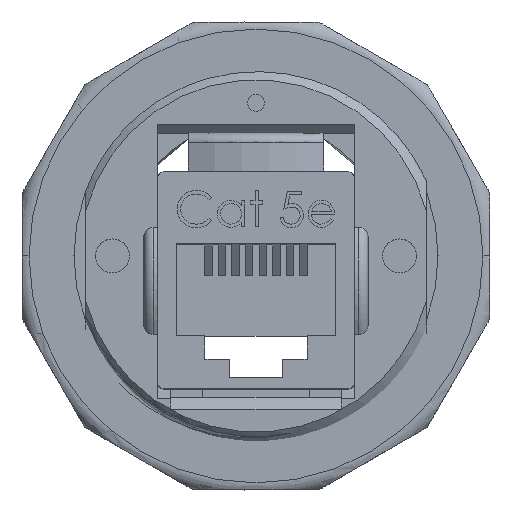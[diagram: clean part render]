
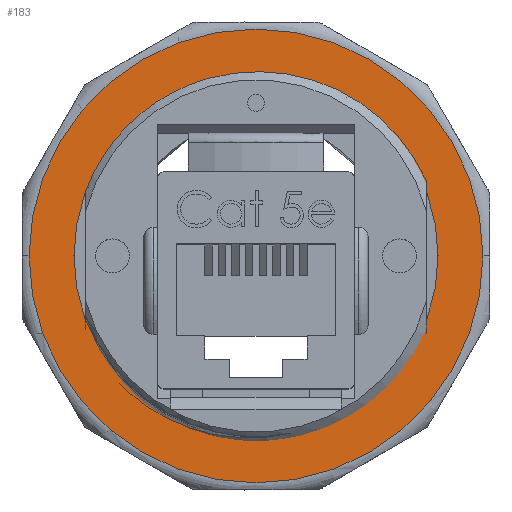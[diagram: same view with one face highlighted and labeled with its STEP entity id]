
A CAD part, top view. The second image highlights one B-rep face of the part: STEP entity #183.
In plain terms, the highlighted planar face has unit normal (0, 0, 1).
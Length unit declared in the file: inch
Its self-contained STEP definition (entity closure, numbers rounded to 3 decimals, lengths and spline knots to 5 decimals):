
#183 = ADVANCED_FACE ( 'NONE', ( #12842, #12861 ), #28347, .F. ) ;
#3552 = EDGE_CURVE ( 'NONE', #20860, #20789, #13742, .T. ) ;
#3555 = EDGE_CURVE ( 'NONE', #7063, #7061, #13738, .T. ) ;
#3557 = EDGE_CURVE ( 'NONE', #20789, #20860, #13756, .T. ) ;
#3578 = EDGE_CURVE ( 'NONE', #7061, #7063, #13798, .T. ) ;
#4704 = AXIS2_PLACEMENT_3D ( 'NONE', #28346, #28352, #28353 ) ;
#5142 = AXIS2_PLACEMENT_3D ( 'NONE', #7932, #7933, #7934 ) ;
#5143 = AXIS2_PLACEMENT_3D ( 'NONE', #7938, #7939, #7940 ) ;
#5145 = AXIS2_PLACEMENT_3D ( 'NONE', #7946, #7947, #7948 ) ;
#5150 = AXIS2_PLACEMENT_3D ( 'NONE', #8192, #8193, #8194 ) ;
#7061 = VERTEX_POINT ( 'NONE', #17973 ) ;
#7063 = VERTEX_POINT ( 'NONE', #17976 ) ;
#7932 = CARTESIAN_POINT ( 'NONE',  ( 0., 0., 0. ) ) ;
#7933 = DIRECTION ( 'NONE',  ( 0., 0., 1. ) ) ;
#7934 = DIRECTION ( 'NONE',  ( 1., 0., 0. ) ) ;
#7938 = CARTESIAN_POINT ( 'NONE',  ( 0., 0., 0. ) ) ;
#7939 = DIRECTION ( 'NONE',  ( 0., 0., 1. ) ) ;
#7940 = DIRECTION ( 'NONE',  ( 1., 0., 0. ) ) ;
#7946 = CARTESIAN_POINT ( 'NONE',  ( 0., 0., 0. ) ) ;
#7947 = DIRECTION ( 'NONE',  ( 0., 0., 1. ) ) ;
#7948 = DIRECTION ( 'NONE',  ( 1., 0., 0. ) ) ;
#8192 = CARTESIAN_POINT ( 'NONE',  ( 0., 0., 0. ) ) ;
#8193 = DIRECTION ( 'NONE',  ( 0., 0., 1. ) ) ;
#8194 = DIRECTION ( 'NONE',  ( 1., 0., 0. ) ) ;
#12842 = FACE_OUTER_BOUND ( 'NONE', #19758, .T. ) ;
#12861 = FACE_BOUND ( 'NONE', #15231, .T. ) ;
#13738 = CIRCLE ( 'NONE', #5143, 0.66675 ) ;
#13742 = CIRCLE ( 'NONE', #5142, 0.535 ) ;
#13756 = CIRCLE ( 'NONE', #5145, 0.535 ) ;
#13798 = CIRCLE ( 'NONE', #5150, 0.66675 ) ;
#15231 = EDGE_LOOP ( 'NONE', ( #22674, #22681 ) ) ;
#17973 = CARTESIAN_POINT ( 'NONE',  ( 0.66675, 0., 0. ) ) ;
#17976 = CARTESIAN_POINT ( 'NONE',  ( -0.66675, 0., 0. ) ) ;
#19011 = CARTESIAN_POINT ( 'NONE',  ( 0.535, 0., 0. ) ) ;
#19038 = CARTESIAN_POINT ( 'NONE',  ( -0.535, 0., 0. ) ) ;
#19758 = EDGE_LOOP ( 'NONE', ( #22685, #22686 ) ) ;
#20789 = VERTEX_POINT ( 'NONE', #19011 ) ;
#20860 = VERTEX_POINT ( 'NONE', #19038 ) ;
#22674 = ORIENTED_EDGE ( 'NONE', *, *, #3557, .F. ) ;
#22681 = ORIENTED_EDGE ( 'NONE', *, *, #3552, .F. ) ;
#22685 = ORIENTED_EDGE ( 'NONE', *, *, #3578, .T. ) ;
#22686 = ORIENTED_EDGE ( 'NONE', *, *, #3555, .T. ) ;
#28346 = CARTESIAN_POINT ( 'NONE',  ( -0.25164, -0.93914, 0. ) ) ;
#28347 = PLANE ( 'NONE',  #4704 ) ;
#28352 = DIRECTION ( 'NONE',  ( 0., 0., -1. ) ) ;
#28353 = DIRECTION ( 'NONE',  ( -1., 0., 0. ) ) ;
